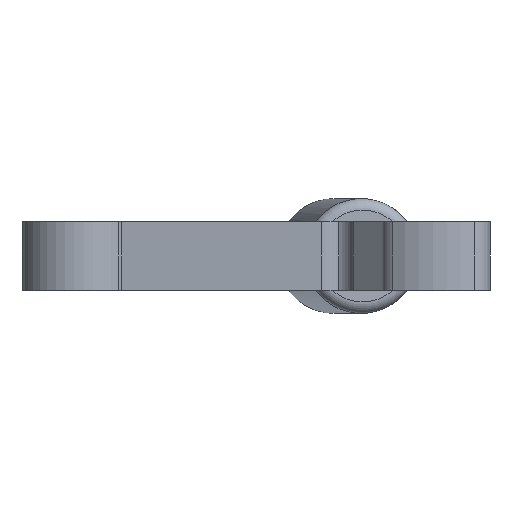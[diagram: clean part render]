
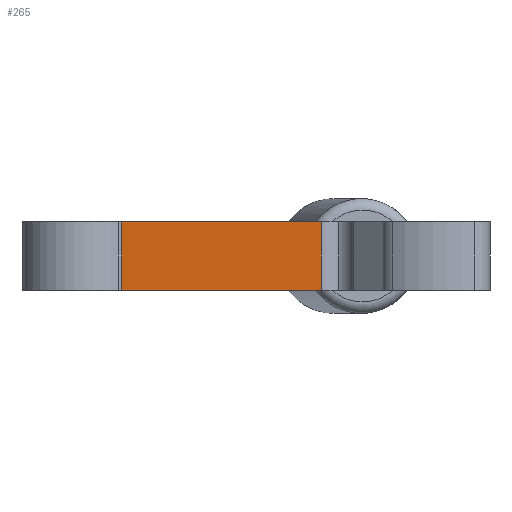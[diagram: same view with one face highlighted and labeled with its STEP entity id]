
A CAD part, front view. The second image highlights one B-rep face of the part: STEP entity #265.
In plain terms, the highlighted planar face has unit normal (0.817, -0.577, 0).
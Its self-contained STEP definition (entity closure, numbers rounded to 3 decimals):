
#265=ADVANCED_FACE('',(#473),#475,.T.);
#473=FACE_BOUND('',#474,.T.);
#474=EDGE_LOOP('',(#644,#645,#646,#647));
#475=PLANE('',#476);
#476=AXIS2_PLACEMENT_3D('',#477,#478,#479);
#477=CARTESIAN_POINT('',(-95.574,-125.696,0.));
#478=DIRECTION('',(0.817,-0.577,0.));
#479=DIRECTION('',(0.577,0.817,0.));
#644=ORIENTED_EDGE('',*,*,#701,.T.);
#645=ORIENTED_EDGE('',*,*,#735,.T.);
#646=ORIENTED_EDGE('',*,*,#722,.F.);
#647=ORIENTED_EDGE('',*,*,#736,.F.);
#701=EDGE_CURVE('',#811,#809,#812,.T.);
#722=EDGE_CURVE('',#843,#845,#846,.T.);
#735=EDGE_CURVE('',#809,#845,#864,.T.);
#736=EDGE_CURVE('',#811,#843,#865,.T.);
#809=VERTEX_POINT('',#1377);
#811=VERTEX_POINT('',#1382);
#812=LINE('',#1383,#1384);
#843=VERTEX_POINT('',#1573);
#845=VERTEX_POINT('',#1578);
#846=LINE('',#1579,#1580);
#864=LINE('',#1629,#1630);
#865=LINE('',#1632,#1633);
#1377=CARTESIAN_POINT('',(-8.585,-2.436,0.));
#1382=CARTESIAN_POINT('',(-95.574,-125.696,0.));
#1383=CARTESIAN_POINT('',(-95.574,-125.696,0.));
#1384=VECTOR('',#1385,1.);
#1385=DIRECTION('',(0.577,0.817,0.));
#1573=CARTESIAN_POINT('',(-95.574,-125.696,30.));
#1578=CARTESIAN_POINT('',(-8.585,-2.436,30.));
#1579=CARTESIAN_POINT('',(-95.574,-125.696,30.));
#1580=VECTOR('',#1581,1.);
#1581=DIRECTION('',(0.577,0.817,0.));
#1629=CARTESIAN_POINT('',(-8.585,-2.436,0.));
#1630=VECTOR('',#1631,1.);
#1631=DIRECTION('',(0.,0.,1.));
#1632=CARTESIAN_POINT('',(-95.574,-125.696,0.));
#1633=VECTOR('',#1634,1.);
#1634=DIRECTION('',(0.,0.,1.));
